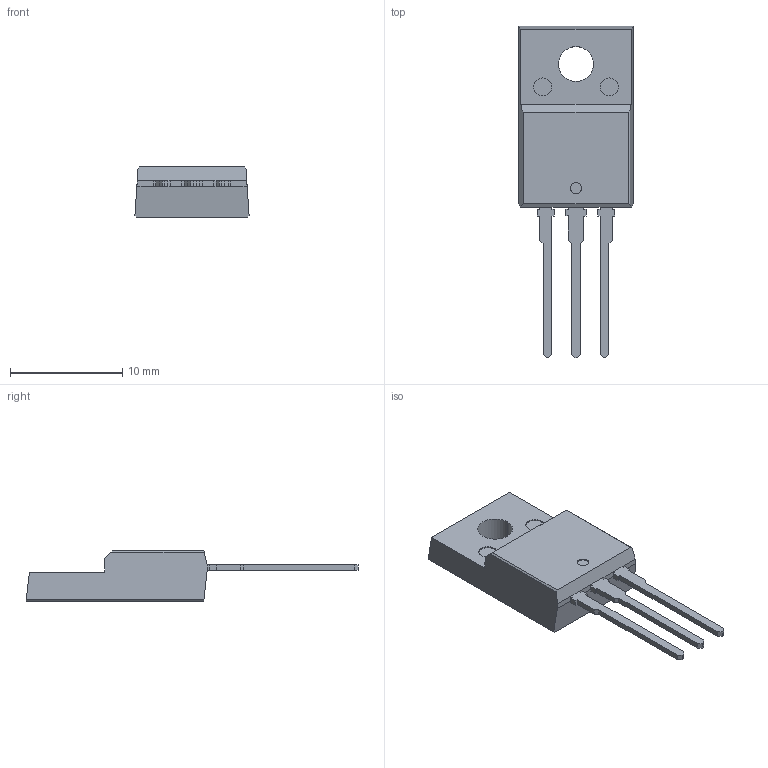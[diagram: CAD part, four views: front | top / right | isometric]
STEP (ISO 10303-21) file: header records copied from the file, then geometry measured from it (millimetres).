
FILE_DESCRIPTION (( 'STEP AP214' ), '1' );
FILE_NAME ('User Library-Transistors TO-220FP.STEP', '2016-04-04T19:47:44', ( 'Windows User' ), ( '' ), 'SwSTEP 2.0', 'SolidWorks 2016', '' );
FILE_SCHEMA (( 'AUTOMOTIVE_DESIGN' ));
Length unit declared in the file: millimetre
Products named in the file (1): User Library-Transistors TO-220FP
Bounding box: 10.18 x 29.6 x 4.5 mm (x, y, z)
Volume: 575.4 mm3; surface area: 635.7 mm2
Topology: 1 solids, 1 shells, 82 faces, 219 edges, 142 vertices
Faces by surface type: plane 74, cylinder 8
Entity records: 3443 total; most frequent: CARTESIAN_POINT 444, ORIENTED_EDGE 438, DIRECTION 401, EDGE_CURVE 219, VECTOR 203, LINE 203, VERTEX_POINT 142, AXIS2_PLACEMENT_3D 99
